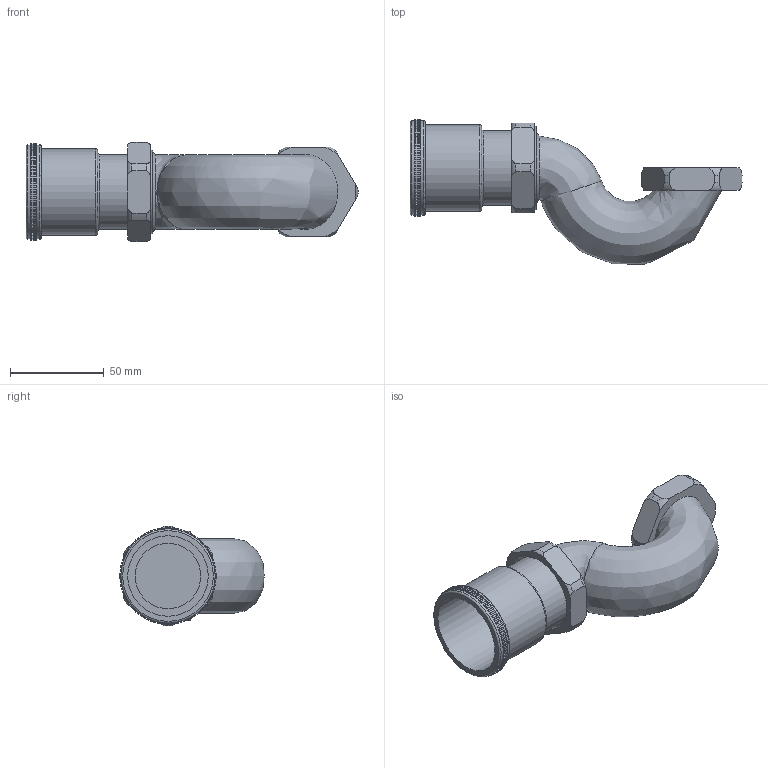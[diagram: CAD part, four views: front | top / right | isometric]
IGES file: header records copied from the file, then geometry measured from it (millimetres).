
Global section: file name: No Iges File Name specified; native system: Autodesk Inventor 2012; preprocessor: AutoDesk Inventor Iges Exporter R2012; author: adaniels; date: 20120224.135506; units: millimetre
Bounding box: 177.19 x 77.05 x 52.98 mm (x, y, z)
Volume: 46412.8 mm3; surface area: 50912.8 mm2
Topology: 1 solids, 2 shells, 489 faces, 1183 edges, 784 vertices
Faces by surface type: plane 348, cylinder 96, torus 27, revolution 10, bspline 8
Full cylindrical faces by diameter (mm): 40 x1, 44.8 x1, 46 x1, 50.4 x1
